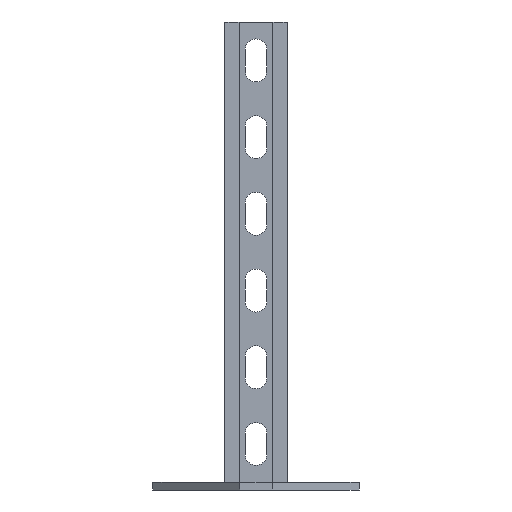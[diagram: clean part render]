
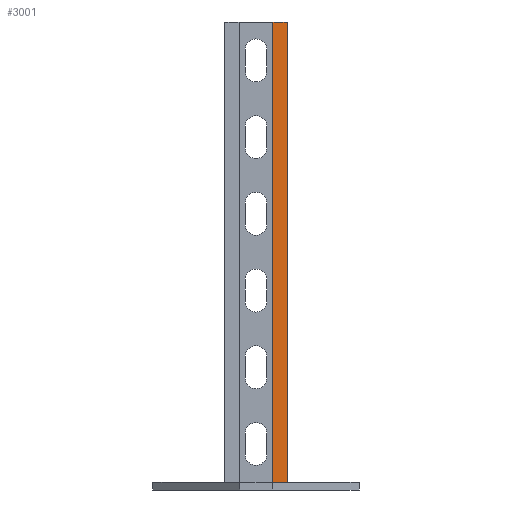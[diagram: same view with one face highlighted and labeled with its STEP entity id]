
A CAD part, front view. The second image highlights one B-rep face of the part: STEP entity #3001.
In plain terms, the highlighted face is planar.
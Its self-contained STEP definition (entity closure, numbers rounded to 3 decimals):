
#44 = ORIENTED_EDGE ( 'NONE', *, *, #740, .T. ) ;
#113 = ORIENTED_EDGE ( 'NONE', *, *, #2592, .F. ) ;
#191 = VERTEX_POINT ( 'NONE', #3691 ) ;
#271 = VERTEX_POINT ( 'NONE', #4959 ) ;
#452 = PLANE ( 'NONE',  #2768 ) ;
#496 = VECTOR ( 'NONE', #4415, 1000. ) ;
#572 = EDGE_CURVE ( 'NONE', #191, #4010, #2485, .T. ) ;
#575 = CARTESIAN_POINT ( 'NONE',  ( -20.5, 41., 300. ) ) ;
#695 = CARTESIAN_POINT ( 'NONE',  ( -17.5, 41., 0. ) ) ;
#740 = EDGE_CURVE ( 'NONE', #3629, #271, #4792, .T. ) ;
#774 = EDGE_CURVE ( 'NONE', #968, #4071, #2551, .T. ) ;
#968 = VERTEX_POINT ( 'NONE', #5184 ) ;
#1267 = DIRECTION ( 'NONE',  ( -1., 0., 0. ) ) ;
#1356 = EDGE_CURVE ( 'NONE', #4292, #3629, #2864, .T. ) ;
#1374 = VECTOR ( 'NONE', #3525, 1000. ) ;
#1445 = LINE ( 'NONE', #2618, #3547 ) ;
#1462 = CARTESIAN_POINT ( 'NONE',  ( -11., 41., 300. ) ) ;
#1802 = DIRECTION ( 'NONE',  ( -1., 0., 0. ) ) ;
#1902 = CARTESIAN_POINT ( 'NONE',  ( -17.5, 41., 300. ) ) ;
#1921 = EDGE_CURVE ( 'NONE', #968, #271, #2052, .T. ) ;
#2052 = LINE ( 'NONE', #695, #4537 ) ;
#2191 = ORIENTED_EDGE ( 'NONE', *, *, #572, .F. ) ;
#2259 = VERTEX_POINT ( 'NONE', #1902 ) ;
#2276 = CARTESIAN_POINT ( 'NONE',  ( -11., 41., 300. ) ) ;
#2457 = CARTESIAN_POINT ( 'NONE',  ( -17.5, 41., 300. ) ) ;
#2485 = LINE ( 'NONE', #575, #1374 ) ;
#2551 = LINE ( 'NONE', #3435, #4329 ) ;
#2592 = EDGE_CURVE ( 'NONE', #4292, #2259, #3737, .T. ) ;
#2618 = CARTESIAN_POINT ( 'NONE',  ( -20.5, 41., 0. ) ) ;
#2768 = AXIS2_PLACEMENT_3D ( 'NONE', #5026, #3749, #4579 ) ;
#2799 = CARTESIAN_POINT ( 'NONE',  ( -11., 41., 300. ) ) ;
#2864 = LINE ( 'NONE', #2276, #4185 ) ;
#2967 = ORIENTED_EDGE ( 'NONE', *, *, #1921, .F. ) ;
#3001 = ADVANCED_FACE ( 'NONE', ( #3014 ), #452, .F. ) ;
#3014 = FACE_OUTER_BOUND ( 'NONE', #4926, .T. ) ;
#3155 = DIRECTION ( 'NONE',  ( 1., 0., 0. ) ) ;
#3221 = CARTESIAN_POINT ( 'NONE',  ( -17.5, 41., 0. ) ) ;
#3435 = CARTESIAN_POINT ( 'NONE',  ( -17.5, 41., 0. ) ) ;
#3525 = DIRECTION ( 'NONE',  ( 0., 0., -1. ) ) ;
#3545 = DIRECTION ( 'NONE',  ( 1., 0., 0. ) ) ;
#3547 = VECTOR ( 'NONE', #1802, 1000. ) ;
#3629 = VERTEX_POINT ( 'NONE', #2799 ) ;
#3691 = CARTESIAN_POINT ( 'NONE',  ( -20.5, 41., 300. ) ) ;
#3737 = LINE ( 'NONE', #2457, #4468 ) ;
#3748 = ORIENTED_EDGE ( 'NONE', *, *, #5230, .T. ) ;
#3749 = DIRECTION ( 'NONE',  ( 0., -1., 0. ) ) ;
#3756 = ORIENTED_EDGE ( 'NONE', *, *, #1356, .T. ) ;
#3869 = VECTOR ( 'NONE', #5167, 1000. ) ;
#4010 = VERTEX_POINT ( 'NONE', #4773 ) ;
#4071 = VERTEX_POINT ( 'NONE', #3221 ) ;
#4143 = LINE ( 'NONE', #4317, #3869 ) ;
#4185 = VECTOR ( 'NONE', #3545, 1000. ) ;
#4201 = ORIENTED_EDGE ( 'NONE', *, *, #774, .T. ) ;
#4292 = VERTEX_POINT ( 'NONE', #5300 ) ;
#4317 = CARTESIAN_POINT ( 'NONE',  ( -17.5, 41., 300. ) ) ;
#4329 = VECTOR ( 'NONE', #1267, 1000. ) ;
#4415 = DIRECTION ( 'NONE',  ( 0., 0., -1. ) ) ;
#4468 = VECTOR ( 'NONE', #4557, 1000. ) ;
#4537 = VECTOR ( 'NONE', #3155, 1000. ) ;
#4557 = DIRECTION ( 'NONE',  ( -1., 0., 0. ) ) ;
#4579 = DIRECTION ( 'NONE',  ( 1., 0., 0. ) ) ;
#4700 = EDGE_CURVE ( 'NONE', #2259, #191, #4143, .T. ) ;
#4773 = CARTESIAN_POINT ( 'NONE',  ( -20.5, 41., 0. ) ) ;
#4792 = LINE ( 'NONE', #1462, #496 ) ;
#4926 = EDGE_LOOP ( 'NONE', ( #4201, #3748, #2191, #5138, #113, #3756, #44, #2967 ) ) ;
#4959 = CARTESIAN_POINT ( 'NONE',  ( -11., 41., 0. ) ) ;
#5026 = CARTESIAN_POINT ( 'NONE',  ( -17.5, 41., 300. ) ) ;
#5138 = ORIENTED_EDGE ( 'NONE', *, *, #4700, .F. ) ;
#5167 = DIRECTION ( 'NONE',  ( -1., 0., 0. ) ) ;
#5184 = CARTESIAN_POINT ( 'NONE',  ( -14., 41., 0. ) ) ;
#5230 = EDGE_CURVE ( 'NONE', #4071, #4010, #1445, .T. ) ;
#5300 = CARTESIAN_POINT ( 'NONE',  ( -14., 41., 300. ) ) ;
